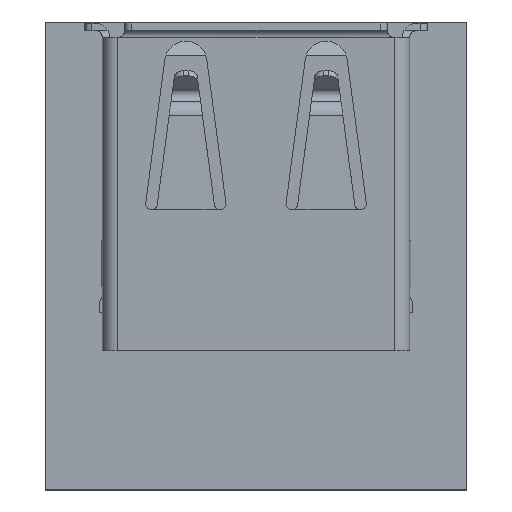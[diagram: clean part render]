
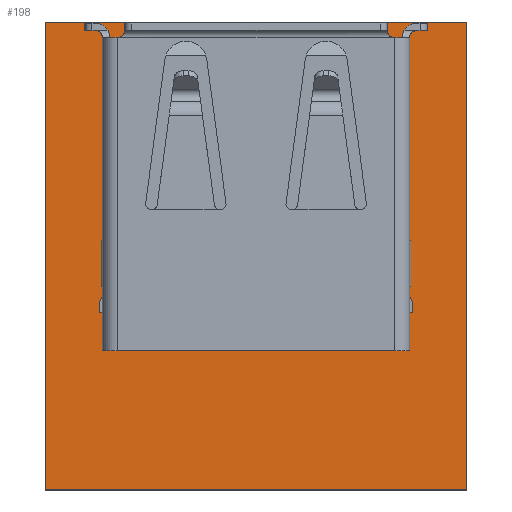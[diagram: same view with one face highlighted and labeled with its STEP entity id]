
A CAD part, top view. The second image highlights one B-rep face of the part: STEP entity #198.
In plain terms, the highlighted planar face has unit normal (0, 0, 1).
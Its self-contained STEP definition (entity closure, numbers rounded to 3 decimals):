
#69 = VERTEX_POINT('',#70);
#70 = CARTESIAN_POINT('',(8.7,6.2,0.803));
#76 = EDGE_CURVE('',#69,#77,#79,.T.);
#77 = VERTEX_POINT('',#78);
#78 = CARTESIAN_POINT('',(-9.3,6.2,0.803));
#79 = LINE('',#80,#81);
#80 = CARTESIAN_POINT('',(8.7,6.2,0.803));
#81 = VECTOR('',#82,1.);
#82 = DIRECTION('',(-1.,0.,0.));
#107 = EDGE_CURVE('',#77,#108,#110,.T.);
#108 = VERTEX_POINT('',#109);
#109 = CARTESIAN_POINT('',(-9.3,-13.8,0.803));
#110 = LINE('',#111,#112);
#111 = CARTESIAN_POINT('',(-9.3,6.2,0.803));
#112 = VECTOR('',#113,1.);
#113 = DIRECTION('',(0.,-1.,0.));
#138 = EDGE_CURVE('',#108,#139,#141,.T.);
#139 = VERTEX_POINT('',#140);
#140 = CARTESIAN_POINT('',(8.7,-13.8,0.803));
#141 = LINE('',#142,#143);
#142 = CARTESIAN_POINT('',(-9.3,-13.8,0.803));
#143 = VECTOR('',#144,1.);
#144 = DIRECTION('',(1.,0.,0.));
#169 = EDGE_CURVE('',#139,#69,#170,.T.);
#170 = LINE('',#171,#172);
#171 = CARTESIAN_POINT('',(8.7,-13.8,0.803));
#172 = VECTOR('',#173,1.);
#173 = DIRECTION('',(0.,1.,0.));
#198 = ADVANCED_FACE('',(#199),#205,.F.);
#199 = FACE_BOUND('',#200,.T.);
#200 = EDGE_LOOP('',(#201,#202,#203,#204));
#201 = ORIENTED_EDGE('',*,*,#76,.T.);
#202 = ORIENTED_EDGE('',*,*,#107,.T.);
#203 = ORIENTED_EDGE('',*,*,#138,.T.);
#204 = ORIENTED_EDGE('',*,*,#169,.T.);
#205 = PLANE('',#206);
#206 = AXIS2_PLACEMENT_3D('',#207,#208,#209);
#207 = CARTESIAN_POINT('',(8.7,6.2,0.803));
#208 = DIRECTION('',(0.,0.,-1.));
#209 = DIRECTION('',(-1.,0.,0.));
